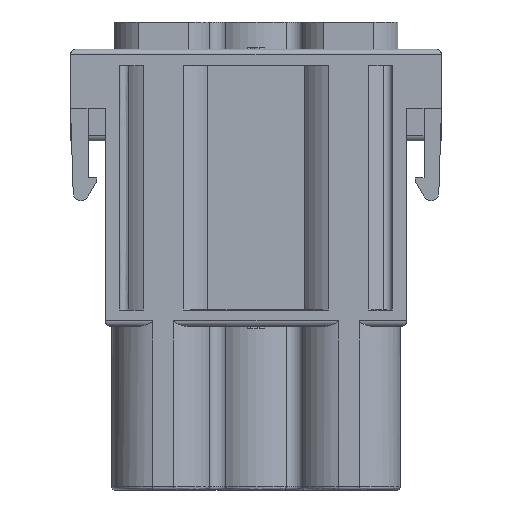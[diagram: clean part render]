
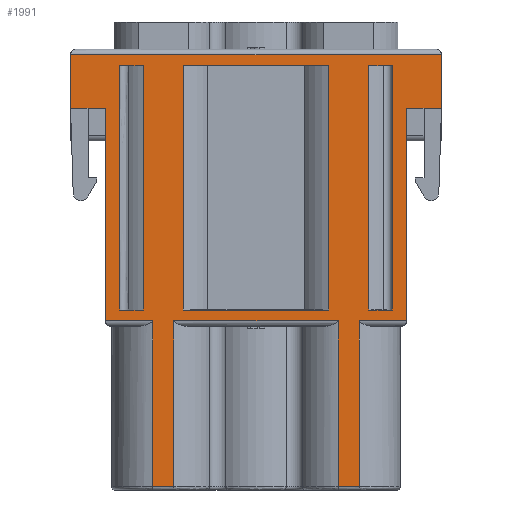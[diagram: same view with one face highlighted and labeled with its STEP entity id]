
A CAD part, front view. The second image highlights one B-rep face of the part: STEP entity #1991.
In plain terms, the highlighted planar face has unit normal (0, -1, 0).
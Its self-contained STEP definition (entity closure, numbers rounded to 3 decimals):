
#1545=FACE_BOUND('',#2545,.T.);
#1546=FACE_BOUND('',#2546,.T.);
#1547=FACE_BOUND('',#2547,.T.);
#1548=FACE_BOUND('',#2548,.T.);
#1991=ADVANCED_FACE('',(#1545,#1546,#1547,#1548),#2139,.T.);
#2139=PLANE('',#5629);
#2545=EDGE_LOOP('',(#3414,#3415,#3416,#3417));
#2546=EDGE_LOOP('',(#3418,#3419,#3420,#3421));
#2547=EDGE_LOOP('',(#3422,#3423,#3424,#3425));
#2548=EDGE_LOOP('',(#3426,#3427,#3428,#3429,#3430,#3431,#3432,#3433,#3434,
#3435,#3436,#3437,#3438,#3439,#3440,#3441));
#3414=ORIENTED_EDGE('',*,*,#4121,.T.);
#3415=ORIENTED_EDGE('',*,*,#4114,.T.);
#3416=ORIENTED_EDGE('',*,*,#4117,.T.);
#3417=ORIENTED_EDGE('',*,*,#4120,.T.);
#3418=ORIENTED_EDGE('',*,*,#4133,.T.);
#3419=ORIENTED_EDGE('',*,*,#4123,.T.);
#3420=ORIENTED_EDGE('',*,*,#4127,.T.);
#3421=ORIENTED_EDGE('',*,*,#4130,.T.);
#3422=ORIENTED_EDGE('',*,*,#4145,.T.);
#3423=ORIENTED_EDGE('',*,*,#4135,.T.);
#3424=ORIENTED_EDGE('',*,*,#4139,.T.);
#3425=ORIENTED_EDGE('',*,*,#4142,.T.);
#3426=ORIENTED_EDGE('',*,*,#4497,.T.);
#3427=ORIENTED_EDGE('',*,*,#4352,.T.);
#3428=ORIENTED_EDGE('',*,*,#4410,.T.);
#3429=ORIENTED_EDGE('',*,*,#4412,.T.);
#3430=ORIENTED_EDGE('',*,*,#4414,.T.);
#3431=ORIENTED_EDGE('',*,*,#4418,.T.);
#3432=ORIENTED_EDGE('',*,*,#4434,.T.);
#3433=ORIENTED_EDGE('',*,*,#4437,.T.);
#3434=ORIENTED_EDGE('',*,*,#4452,.T.);
#3435=ORIENTED_EDGE('',*,*,#4458,.T.);
#3436=ORIENTED_EDGE('',*,*,#4498,.T.);
#3437=ORIENTED_EDGE('',*,*,#4499,.T.);
#3438=ORIENTED_EDGE('',*,*,#4208,.T.);
#3439=ORIENTED_EDGE('',*,*,#4215,.T.);
#3440=ORIENTED_EDGE('',*,*,#4492,.T.);
#3441=ORIENTED_EDGE('',*,*,#4496,.T.);
#3738=VERTEX_POINT('',#6887);
#3739=VERTEX_POINT('',#6888);
#3740=VERTEX_POINT('',#6893);
#3741=VERTEX_POINT('',#6897);
#3742=VERTEX_POINT('',#6903);
#3744=VERTEX_POINT('',#6906);
#3747=VERTEX_POINT('',#6913);
#3748=VERTEX_POINT('',#6921);
#3750=VERTEX_POINT('',#6945);
#3752=VERTEX_POINT('',#6948);
#3755=VERTEX_POINT('',#6955);
#3756=VERTEX_POINT('',#6960);
#3799=VERTEX_POINT('',#7128);
#3800=VERTEX_POINT('',#7130);
#3805=VERTEX_POINT('',#7143);
#3907=VERTEX_POINT('',#7572);
#3909=VERTEX_POINT('',#7608);
#3946=VERTEX_POINT('',#7839);
#3947=VERTEX_POINT('',#7852);
#3948=VERTEX_POINT('',#7856);
#3951=VERTEX_POINT('',#7874);
#3959=VERTEX_POINT('',#8047);
#3960=VERTEX_POINT('',#8057);
#3970=VERTEX_POINT('',#8086);
#3973=VERTEX_POINT('',#8097);
#3988=VERTEX_POINT('',#8192);
#3989=VERTEX_POINT('',#8215);
#3990=VERTEX_POINT('',#8221);
#4114=EDGE_CURVE('',#3738,#3739,#4657,.T.);
#4117=EDGE_CURVE('',#3739,#3740,#4658,.T.);
#4120=EDGE_CURVE('',#3740,#3741,#4659,.T.);
#4121=EDGE_CURVE('',#3741,#3738,#4660,.T.);
#4123=EDGE_CURVE('',#3744,#3742,#4661,.T.);
#4127=EDGE_CURVE('',#3742,#3747,#4663,.T.);
#4130=EDGE_CURVE('',#3747,#3748,#4665,.T.);
#4133=EDGE_CURVE('',#3748,#3744,#4666,.T.);
#4135=EDGE_CURVE('',#3752,#3750,#4667,.T.);
#4139=EDGE_CURVE('',#3750,#3755,#4669,.T.);
#4142=EDGE_CURVE('',#3755,#3756,#4672,.T.);
#4145=EDGE_CURVE('',#3756,#3752,#4674,.T.);
#4208=EDGE_CURVE('',#3800,#3799,#4717,.T.);
#4215=EDGE_CURVE('',#3799,#3805,#4724,.T.);
#4352=EDGE_CURVE('',#3907,#3909,#4825,.T.);
#4410=EDGE_CURVE('',#3909,#3946,#4859,.T.);
#4412=EDGE_CURVE('',#3946,#3947,#4860,.T.);
#4414=EDGE_CURVE('',#3947,#3948,#4861,.T.);
#4418=EDGE_CURVE('',#3948,#3951,#4863,.T.);
#4434=EDGE_CURVE('',#3951,#3959,#4866,.T.);
#4437=EDGE_CURVE('',#3959,#3960,#4867,.T.);
#4452=EDGE_CURVE('',#3960,#3970,#4880,.T.);
#4458=EDGE_CURVE('',#3970,#3973,#4886,.T.);
#4492=EDGE_CURVE('',#3805,#3988,#4913,.T.);
#4496=EDGE_CURVE('',#3988,#3989,#4915,.T.);
#4497=EDGE_CURVE('',#3989,#3907,#4916,.T.);
#4498=EDGE_CURVE('',#3973,#3990,#4917,.T.);
#4499=EDGE_CURVE('',#3990,#3800,#4918,.T.);
#4657=LINE('',#6886,#5042);
#4658=LINE('',#6892,#5043);
#4659=LINE('',#6898,#5044);
#4660=LINE('',#6900,#5045);
#4661=LINE('',#6905,#5046);
#4663=LINE('',#6914,#5048);
#4665=LINE('',#6923,#5050);
#4666=LINE('',#6942,#5051);
#4667=LINE('',#6947,#5052);
#4669=LINE('',#6956,#5054);
#4672=LINE('',#6962,#5057);
#4674=LINE('',#6967,#5059);
#4717=LINE('',#7129,#5102);
#4724=LINE('',#7144,#5109);
#4825=LINE('',#7609,#5212);
#4859=LINE('',#7840,#5249);
#4860=LINE('',#7853,#5250);
#4861=LINE('',#7857,#5251);
#4863=LINE('',#7875,#5253);
#4866=LINE('',#8048,#5256);
#4867=LINE('',#8059,#5257);
#4880=LINE('',#8087,#5270);
#4886=LINE('',#8098,#5276);
#4913=LINE('',#8193,#5303);
#4915=LINE('',#8216,#5305);
#4916=LINE('',#8218,#5306);
#4917=LINE('',#8220,#5307);
#4918=LINE('',#8222,#5308);
#5042=VECTOR('',#5809,1.);
#5043=VECTOR('',#5816,1.);
#5044=VECTOR('',#5823,1.);
#5045=VECTOR('',#5826,1.);
#5046=VECTOR('',#5831,1.);
#5048=VECTOR('',#5839,1.);
#5050=VECTOR('',#5843,1.);
#5051=VECTOR('',#5848,1.);
#5052=VECTOR('',#5853,1.);
#5054=VECTOR('',#5861,1.);
#5057=VECTOR('',#5866,1.);
#5059=VECTOR('',#5874,1.);
#5102=VECTOR('',#5991,1.);
#5109=VECTOR('',#6002,1.);
#5212=VECTOR('',#6263,1.);
#5249=VECTOR('',#6374,1.);
#5250=VECTOR('',#6377,1.);
#5251=VECTOR('',#6382,1.);
#5253=VECTOR('',#6386,1.);
#5256=VECTOR('',#6415,1.);
#5257=VECTOR('',#6420,1.);
#5270=VECTOR('',#6445,1.);
#5276=VECTOR('',#6455,1.);
#5303=VECTOR('',#6520,1.);
#5305=VECTOR('',#6526,1.);
#5306=VECTOR('',#6529,1.);
#5307=VECTOR('',#6532,1.);
#5308=VECTOR('',#6533,1.);
#5629=AXIS2_PLACEMENT_3D('',#8223,#6534,#6535);
#5809=DIRECTION('',(-1.,0.,0.));
#5816=DIRECTION('',(0.,0.,1.));
#5823=DIRECTION('',(1.,0.,0.));
#5826=DIRECTION('',(0.,0.,-1.));
#5831=DIRECTION('',(1.,0.,0.));
#5839=DIRECTION('',(0.,0.,-1.));
#5843=DIRECTION('',(-1.,0.,0.));
#5848=DIRECTION('',(0.,0.,1.));
#5853=DIRECTION('',(-1.,0.,0.));
#5861=DIRECTION('',(0.,0.,1.));
#5866=DIRECTION('',(1.,0.,0.));
#5874=DIRECTION('',(0.,0.,-1.));
#5991=DIRECTION('',(0.,0.,-1.));
#6002=DIRECTION('',(1.,0.,0.));
#6263=DIRECTION('',(1.,0.,0.));
#6374=DIRECTION('',(0.,0.,1.));
#6377=DIRECTION('',(1.,0.,0.));
#6382=DIRECTION('',(0.,0.,-1.));
#6386=DIRECTION('',(1.,0.,0.));
#6415=DIRECTION('',(0.,0.,1.));
#6420=DIRECTION('',(1.,0.,0.));
#6445=DIRECTION('',(0.,0.,1.));
#6455=DIRECTION('',(1.,0.,0.));
#6520=DIRECTION('',(0.,0.,-1.));
#6526=DIRECTION('',(1.,0.,0.));
#6529=DIRECTION('',(0.,0.,-1.));
#6532=DIRECTION('',(0.,0.,1.));
#6533=DIRECTION('',(-1.,0.,0.));
#6534=DIRECTION('',(0.,-1.,0.));
#6535=DIRECTION('',(-1.,0.,0.));
#6886=CARTESIAN_POINT('',(6.662,-6.75,15.254));
#6887=CARTESIAN_POINT('',(6.662,-6.75,15.254));
#6888=CARTESIAN_POINT('',(-6.662,-6.75,15.254));
#6892=CARTESIAN_POINT('',(-6.662,-6.75,15.254));
#6893=CARTESIAN_POINT('',(-6.662,-6.75,37.654));
#6897=CARTESIAN_POINT('',(6.662,-6.75,37.654));
#6898=CARTESIAN_POINT('',(-6.662,-6.75,37.654));
#6900=CARTESIAN_POINT('',(6.662,-6.75,37.654));
#6903=CARTESIAN_POINT('',(-10.338,-6.75,37.654));
#6905=CARTESIAN_POINT('',(-12.5,-6.75,37.654));
#6906=CARTESIAN_POINT('',(-12.5,-6.75,37.654));
#6913=CARTESIAN_POINT('',(-10.338,-6.75,15.254));
#6914=CARTESIAN_POINT('',(-10.338,-6.75,37.654));
#6921=CARTESIAN_POINT('',(-12.5,-6.75,15.254));
#6923=CARTESIAN_POINT('',(-10.338,-6.75,15.254));
#6942=CARTESIAN_POINT('',(-12.5,-6.75,15.254));
#6945=CARTESIAN_POINT('',(10.338,-6.75,15.254));
#6947=CARTESIAN_POINT('',(12.5,-6.75,15.254));
#6948=CARTESIAN_POINT('',(12.5,-6.75,15.254));
#6955=CARTESIAN_POINT('',(10.338,-6.75,37.654));
#6956=CARTESIAN_POINT('',(10.338,-6.75,15.254));
#6960=CARTESIAN_POINT('',(12.5,-6.75,37.654));
#6962=CARTESIAN_POINT('',(10.338,-6.75,37.654));
#6967=CARTESIAN_POINT('',(12.5,-6.75,37.654));
#7128=CARTESIAN_POINT('',(-17.,-6.75,33.754));
#7129=CARTESIAN_POINT('',(-17.,-6.75,38.654));
#7130=CARTESIAN_POINT('',(-17.,-6.75,38.654));
#7143=CARTESIAN_POINT('',(-13.8,-6.75,33.754));
#7144=CARTESIAN_POINT('',(-17.,-6.75,33.754));
#7572=CARTESIAN_POINT('',(-9.47,-6.75,-0.946));
#7608=CARTESIAN_POINT('',(-7.53,-6.75,-0.946));
#7609=CARTESIAN_POINT('',(-9.47,-6.75,-0.946));
#7839=CARTESIAN_POINT('',(-7.53,-6.75,14.254));
#7840=CARTESIAN_POINT('',(-7.53,-6.75,-0.946));
#7852=CARTESIAN_POINT('',(7.53,-6.75,14.254));
#7853=CARTESIAN_POINT('',(-7.53,-6.75,14.254));
#7856=CARTESIAN_POINT('',(7.53,-6.75,-0.946));
#7857=CARTESIAN_POINT('',(7.53,-6.75,14.254));
#7874=CARTESIAN_POINT('',(9.47,-6.75,-0.946));
#7875=CARTESIAN_POINT('',(7.53,-6.75,-0.946));
#8047=CARTESIAN_POINT('',(9.47,-6.75,14.254));
#8048=CARTESIAN_POINT('',(9.47,-6.75,-0.946));
#8057=CARTESIAN_POINT('',(13.8,-6.75,14.254));
#8059=CARTESIAN_POINT('',(9.47,-6.75,14.254));
#8086=CARTESIAN_POINT('',(13.8,-6.75,33.754));
#8087=CARTESIAN_POINT('',(13.8,-6.75,14.254));
#8097=CARTESIAN_POINT('',(17.,-6.75,33.754));
#8098=CARTESIAN_POINT('',(13.8,-6.75,33.754));
#8192=CARTESIAN_POINT('',(-13.8,-6.75,14.254));
#8193=CARTESIAN_POINT('',(-13.8,-6.75,33.754));
#8215=CARTESIAN_POINT('',(-9.47,-6.75,14.254));
#8216=CARTESIAN_POINT('',(-13.8,-6.75,14.254));
#8218=CARTESIAN_POINT('',(-9.47,-6.75,14.254));
#8220=CARTESIAN_POINT('',(17.,-6.75,33.754));
#8221=CARTESIAN_POINT('',(17.,-6.75,38.654));
#8222=CARTESIAN_POINT('',(17.,-6.75,38.654));
#8223=CARTESIAN_POINT('',(17.3,-6.75,39.454));
